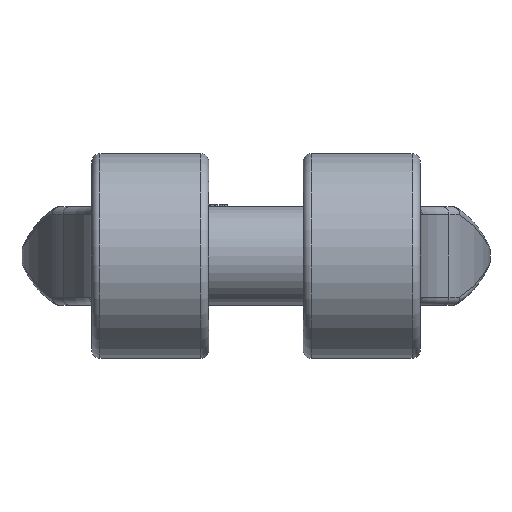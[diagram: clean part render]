
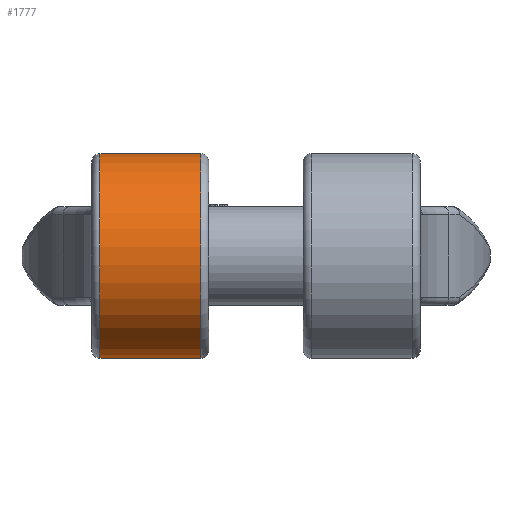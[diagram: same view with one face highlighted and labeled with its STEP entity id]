
A CAD part, front view. The second image highlights one B-rep face of the part: STEP entity #1777.
In plain terms, the highlighted cylindrical face has radius 25 mm (diameter 50 mm), a partial arc.
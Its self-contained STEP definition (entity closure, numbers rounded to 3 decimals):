
#755=LINE('',#7312,#1039);
#756=LINE('',#7323,#1040);
#1039=VECTOR('',#5660,1.);
#1040=VECTOR('',#5667,1.);
#1488=FACE_OUTER_BOUND('',#2140,.T.);
#1777=ADVANCED_FACE('',(#1488),#2065,.T.);
#2065=CYLINDRICAL_SURFACE('',#5299,25.);
#2140=EDGE_LOOP('',(#2648,#2649,#2650,#2651));
#2648=ORIENTED_EDGE('',*,*,#4619,.F.);
#2649=ORIENTED_EDGE('',*,*,#4622,.T.);
#2650=ORIENTED_EDGE('',*,*,#4623,.T.);
#2651=ORIENTED_EDGE('',*,*,#4624,.T.);
#4133=VERTEX_POINT('',#7311);
#4134=VERTEX_POINT('',#7313);
#4136=VERTEX_POINT('',#7322);
#4137=VERTEX_POINT('',#7324);
#4619=EDGE_CURVE('',#4133,#4134,#755,.T.);
#4622=EDGE_CURVE('',#4133,#4136,#5188,.T.);
#4623=EDGE_CURVE('',#4136,#4137,#756,.T.);
#4624=EDGE_CURVE('',#4137,#4134,#5189,.T.);
#5188=CIRCLE('',#5297,25.);
#5189=CIRCLE('',#5298,25.);
#5297=AXIS2_PLACEMENT_3D('',#7321,#5665,#5666);
#5298=AXIS2_PLACEMENT_3D('',#7325,#5668,#5669);
#5299=AXIS2_PLACEMENT_3D('',#7326,#5670,#5671);
#5660=DIRECTION('',(1.,0.,0.));
#5665=DIRECTION('',(1.,0.,0.));
#5666=DIRECTION('',(0.,1.,0.));
#5667=DIRECTION('',(1.,0.,0.));
#5668=DIRECTION('',(-1.,0.,0.));
#5669=DIRECTION('',(0.,-1.,0.));
#5670=DIRECTION('',(1.,0.,0.));
#5671=DIRECTION('',(0.,0.,-1.));
#7311=CARTESIAN_POINT('',(-38.,-62.423,17.778));
#7312=CARTESIAN_POINT('',(-79.,-62.423,17.778));
#7313=CARTESIAN_POINT('',(-13.5,-62.423,17.778));
#7321=CARTESIAN_POINT('',(-38.,-80.,0.));
#7322=CARTESIAN_POINT('',(-38.,-62.423,-17.778));
#7323=CARTESIAN_POINT('',(-79.,-62.423,-17.778));
#7324=CARTESIAN_POINT('',(-13.5,-62.423,-17.778));
#7325=CARTESIAN_POINT('',(-13.5,-80.,0.));
#7326=CARTESIAN_POINT('',(-79.,-80.,0.));
